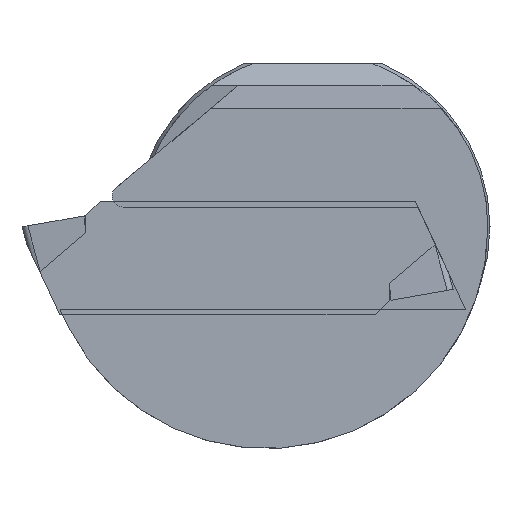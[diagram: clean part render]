
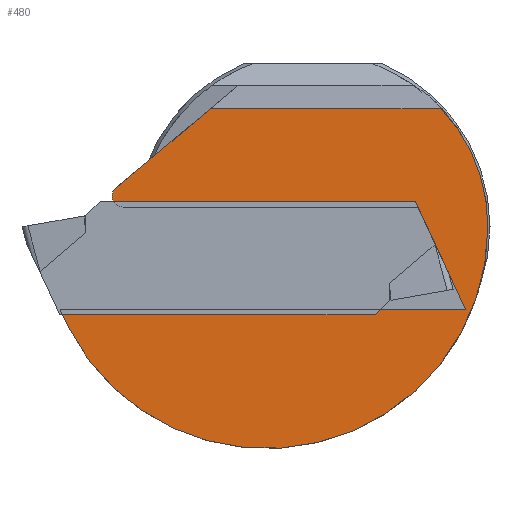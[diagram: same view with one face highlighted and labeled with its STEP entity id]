
A CAD part, left-side view. The second image highlights one B-rep face of the part: STEP entity #480.
In plain terms, the highlighted planar face has unit normal (-1, 0, 0).
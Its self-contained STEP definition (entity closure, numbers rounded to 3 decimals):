
#52=CIRCLE('',#1359,15.635);
#53=CIRCLE('',#1360,12.35);
#54=CIRCLE('',#1361,0.8);
#480=ADVANCED_FACE('',(#568),#527,.T.);
#527=PLANE('',#1362);
#568=FACE_OUTER_BOUND('',#618,.T.);
#618=EDGE_LOOP('',(#794,#795,#796,#797,#798,#799,#800,#801,#802));
#794=ORIENTED_EDGE('',*,*,#1082,.T.);
#795=ORIENTED_EDGE('',*,*,#1083,.T.);
#796=ORIENTED_EDGE('',*,*,#1084,.T.);
#797=ORIENTED_EDGE('',*,*,#1085,.T.);
#798=ORIENTED_EDGE('',*,*,#1086,.T.);
#799=ORIENTED_EDGE('',*,*,#1087,.F.);
#800=ORIENTED_EDGE('',*,*,#1088,.T.);
#801=ORIENTED_EDGE('',*,*,#1089,.T.);
#802=ORIENTED_EDGE('',*,*,#1090,.T.);
#974=VERTEX_POINT('',#1809);
#975=VERTEX_POINT('',#1810);
#976=VERTEX_POINT('',#1812);
#977=VERTEX_POINT('',#1814);
#978=VERTEX_POINT('',#1816);
#979=VERTEX_POINT('',#1818);
#980=VERTEX_POINT('',#1820);
#981=VERTEX_POINT('',#1822);
#982=VERTEX_POINT('',#1824);
#1082=EDGE_CURVE('',#974,#975,#1198,.T.);
#1083=EDGE_CURVE('',#975,#976,#1199,.T.);
#1084=EDGE_CURVE('',#976,#977,#1200,.T.);
#1085=EDGE_CURVE('',#977,#978,#52,.T.);
#1086=EDGE_CURVE('',#978,#979,#53,.T.);
#1087=EDGE_CURVE('',#980,#979,#1201,.T.);
#1088=EDGE_CURVE('',#980,#981,#1202,.T.);
#1089=EDGE_CURVE('',#981,#982,#54,.T.);
#1090=EDGE_CURVE('',#982,#974,#1203,.T.);
#1198=LINE('',#1808,#1284);
#1199=LINE('',#1811,#1285);
#1200=LINE('',#1813,#1286);
#1201=LINE('',#1819,#1287);
#1202=LINE('',#1821,#1288);
#1203=LINE('',#1825,#1289);
#1284=VECTOR('',#1543,1.);
#1285=VECTOR('',#1544,1.);
#1286=VECTOR('',#1545,1.);
#1287=VECTOR('',#1550,1.);
#1288=VECTOR('',#1551,1.);
#1289=VECTOR('',#1554,1.);
#1359=AXIS2_PLACEMENT_3D('',#1815,#1546,#1547);
#1360=AXIS2_PLACEMENT_3D('',#1817,#1548,#1549);
#1361=AXIS2_PLACEMENT_3D('',#1823,#1552,#1553);
#1362=AXIS2_PLACEMENT_3D('',#1826,#1555,#1556);
#1543=DIRECTION('',(0.,-0.423,-0.906));
#1544=DIRECTION('',(0.,1.,0.));
#1545=DIRECTION('',(0.,-0.423,-0.906));
#1546=DIRECTION('',(-1.,0.,0.));
#1547=DIRECTION('',(0.,0.,1.));
#1548=DIRECTION('',(-1.,0.,0.));
#1549=DIRECTION('',(0.,0.,1.));
#1550=DIRECTION('',(0.,-1.,0.));
#1551=DIRECTION('',(0.,0.766,-0.643));
#1552=DIRECTION('',(-1.,0.,0.));
#1553=DIRECTION('',(0.,0.,1.));
#1554=DIRECTION('',(0.,-1.,0.));
#1555=DIRECTION('',(-1.,0.,0.));
#1556=DIRECTION('',(0.,0.,1.));
#1808=CARTESIAN_POINT('',(0.4,-6.631,3.092));
#1809=CARTESIAN_POINT('',(0.4,-7.42,1.4));
#1810=CARTESIAN_POINT('',(0.4,-10.778,-5.8));
#1811=CARTESIAN_POINT('',(0.4,0.,-5.8));
#1812=CARTESIAN_POINT('',(0.4,17.82,-5.8));
#1813=CARTESIAN_POINT('',(0.4,16.859,-7.862));
#1814=CARTESIAN_POINT('',(0.4,17.211,-7.106));
#1815=CARTESIAN_POINT('',(0.4,3.285,0.));
#1816=CARTESIAN_POINT('',(0.4,-12.35,0.));
#1817=CARTESIAN_POINT('',(0.4,0.,0.));
#1818=CARTESIAN_POINT('',(0.4,-9.126,8.321));
#1819=CARTESIAN_POINT('',(0.4,0.,8.321));
#1820=CARTESIAN_POINT('',(0.4,7.222,8.321));
#1821=CARTESIAN_POINT('',(0.4,7.081,8.439));
#1822=CARTESIAN_POINT('',(0.4,14.045,2.596));
#1823=CARTESIAN_POINT('',(0.4,13.35,2.2));
#1824=CARTESIAN_POINT('',(0.4,13.35,1.4));
#1825=CARTESIAN_POINT('',(0.4,0.,1.4));
#1826=CARTESIAN_POINT('',(0.4,0.,0.));
